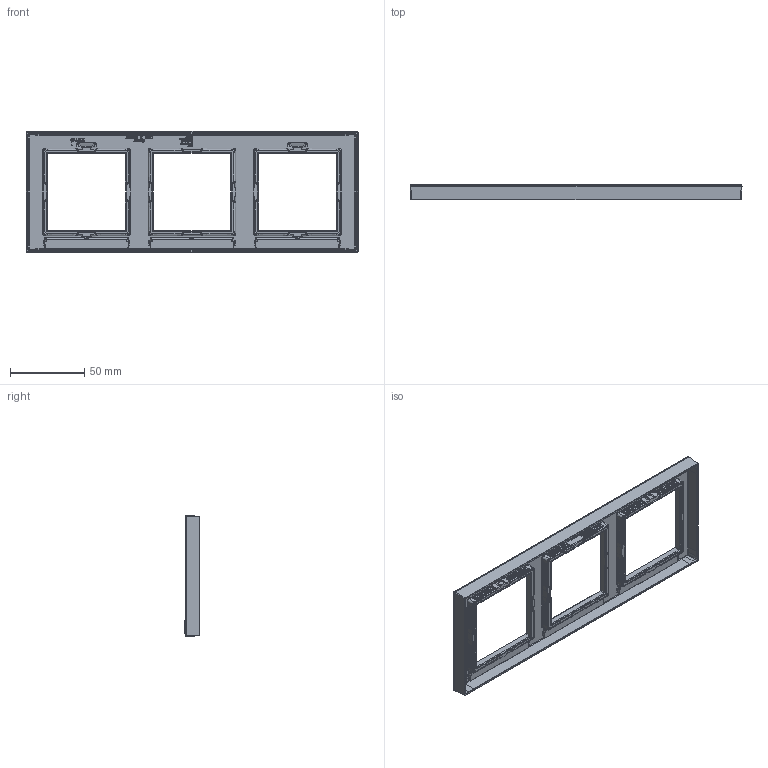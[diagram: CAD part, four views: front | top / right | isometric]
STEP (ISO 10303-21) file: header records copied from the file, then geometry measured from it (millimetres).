
FILE_DESCRIPTION((''),'2;1');
FILE_NAME('WAD6302XX_GEN_ASM','2025-10-31T13:52:52',('dembskd'),(''),'CREO PARAMETRIC BY PTC INC, 2025010','CREO PARAMETRIC BY PTC INC, 2025010','');
FILE_SCHEMA(('CONFIG_CONTROL_DESIGN','SHAPE_APPEARANCE_LAYERS_GROUPS'));
Products named in the file (6): W3A0394_GEN; W2A0582_00_ASM; W1A2343_GEN; W1Z0186_00; W2A2343_99_ASM; WAD6302XX_GEN_ASM
Assembly tree (7 placements, depth 3):
  WAD6302XX_GEN_ASM
    W2A0582_00_ASM
      W3A0394_GEN
    W2A2343_99_ASM  x3
      W1A2343_GEN
      W1Z0186_00
Bounding box: 223.5 x 10.7 x 81.5 mm (x, y, z)
Volume: 30542.9 mm3; surface area: 45183 mm2
Topology: 7 solids, 7 shells, 3613 faces, 9475 edges, 6042 vertices
Faces by surface type: plane 1549, extrusion 798, cylinder 660, bspline 386, sphere 132, torus 48, cone 28, revolution 12
Entity records: 177011 total; most frequent: CARTESIAN_POINT 52281, ORIENTED_EDGE 17118, DIRECTION 12525, PRESENTATION_STYLE_ASSIGNMENT 12362, STYLED_ITEM 9375, CURVE_STYLE 9369, EDGE_CURVE 8559, VECTOR 5947
